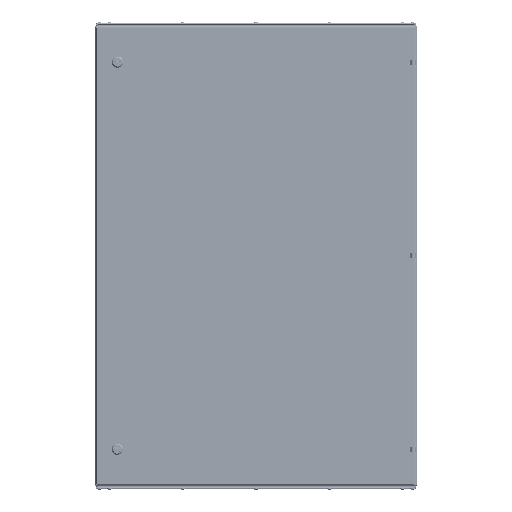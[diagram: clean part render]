
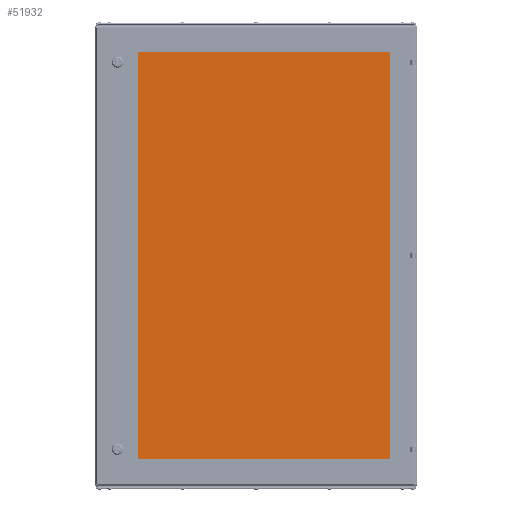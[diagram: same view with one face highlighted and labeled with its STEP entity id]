
A CAD part, top view. The second image highlights one B-rep face of the part: STEP entity #51932.
In plain terms, the highlighted planar face has unit normal (0, 0, 1).
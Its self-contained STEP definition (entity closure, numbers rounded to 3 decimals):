
#281 = EDGE_CURVE ( 'NONE', #31602, #76459, #52410, .T. ) ;
#944 = CIRCLE ( 'NONE', #68382, 10. ) ;
#1787 = EDGE_CURVE ( 'NONE', #75970, #31490, #944, .T. ) ;
#4388 = CARTESIAN_POINT ( 'NONE',  ( -317.75, 510.5, 4. ) ) ;
#4927 = CARTESIAN_POINT ( 'NONE',  ( 317.75, 510.5, 4. ) ) ;
#6235 = DIRECTION ( 'NONE',  ( 0., 0., 1. ) ) ;
#6675 = CARTESIAN_POINT ( 'NONE',  ( -317.75, 520.5, 4. ) ) ;
#6714 = CARTESIAN_POINT ( 'NONE',  ( -327.75, 510.5, 4. ) ) ;
#7989 = DIRECTION ( 'NONE',  ( 0., 1., 0. ) ) ;
#11215 = DIRECTION ( 'NONE',  ( -1., 0., 0. ) ) ;
#12406 = ORIENTED_EDGE ( 'NONE', *, *, #1787, .T. ) ;
#13735 = EDGE_LOOP ( 'NONE', ( #63804, #49417, #71239, #21262, #72594, #12406, #51727, #15385 ) ) ;
#13791 = CARTESIAN_POINT ( 'NONE',  ( -317.75, -510.5, 4. ) ) ;
#13863 = CARTESIAN_POINT ( 'NONE',  ( -327.75, -520.5, 4. ) ) ;
#15385 = ORIENTED_EDGE ( 'NONE', *, *, #82694, .T. ) ;
#17730 = LINE ( 'NONE', #45119, #52162 ) ;
#19188 = DIRECTION ( 'NONE',  ( 0., 0., 1. ) ) ;
#19238 = DIRECTION ( 'NONE',  ( 0., 0., 1. ) ) ;
#20011 = CARTESIAN_POINT ( 'NONE',  ( -327.75, -510.5, 4. ) ) ;
#20867 = CIRCLE ( 'NONE', #22276, 10. ) ;
#21262 = ORIENTED_EDGE ( 'NONE', *, *, #281, .T. ) ;
#21986 = VERTEX_POINT ( 'NONE', #57101 ) ;
#22276 = AXIS2_PLACEMENT_3D ( 'NONE', #46189, #19238, #71808 ) ;
#23355 = FACE_OUTER_BOUND ( 'NONE', #13735, .T. ) ;
#23762 = AXIS2_PLACEMENT_3D ( 'NONE', #4927, #6235, #11215 ) ;
#27540 = EDGE_CURVE ( 'NONE', #88677, #35686, #75577, .T. ) ;
#27767 = DIRECTION ( 'NONE',  ( 0., -1., 0. ) ) ;
#28825 = DIRECTION ( 'NONE',  ( 1., 0., 0. ) ) ;
#31490 = VERTEX_POINT ( 'NONE', #6714 ) ;
#31602 = VERTEX_POINT ( 'NONE', #84398 ) ;
#34937 = LINE ( 'NONE', #62318, #53367 ) ;
#35686 = VERTEX_POINT ( 'NONE', #77079 ) ;
#35943 = CARTESIAN_POINT ( 'NONE',  ( 0., 0., 4. ) ) ;
#36002 = CARTESIAN_POINT ( 'NONE',  ( -327.75, -520.5, 4. ) ) ;
#36590 = EDGE_CURVE ( 'NONE', #31490, #72408, #61455, .T. ) ;
#39411 = DIRECTION ( 'NONE',  ( 0., 0., 1. ) ) ;
#40179 = EDGE_CURVE ( 'NONE', #76459, #75970, #17730, .T. ) ;
#41899 = AXIS2_PLACEMENT_3D ( 'NONE', #35943, #64219, #56149 ) ;
#42465 = VECTOR ( 'NONE', #27767, 1000. ) ;
#45119 = CARTESIAN_POINT ( 'NONE',  ( -327.75, 520.5, 4. ) ) ;
#46189 = CARTESIAN_POINT ( 'NONE',  ( 317.75, -510.5, 4. ) ) ;
#46580 = DIRECTION ( 'NONE',  ( -1., 0., 0. ) ) ;
#49222 = CIRCLE ( 'NONE', #60675, 10. ) ;
#49417 = ORIENTED_EDGE ( 'NONE', *, *, #60255, .T. ) ;
#51270 = EDGE_CURVE ( 'NONE', #21986, #31602, #34937, .T. ) ;
#51727 = ORIENTED_EDGE ( 'NONE', *, *, #36590, .T. ) ;
#51932 = ADVANCED_FACE ( 'NONE', ( #23355 ), #62897, .F. ) ;
#52162 = VECTOR ( 'NONE', #87363, 1000. ) ;
#52410 = CIRCLE ( 'NONE', #23762, 10. ) ;
#53367 = VECTOR ( 'NONE', #7989, 1000. ) ;
#56149 = DIRECTION ( 'NONE',  ( -1., 0., 0. ) ) ;
#57101 = CARTESIAN_POINT ( 'NONE',  ( 327.75, -510.5, 4. ) ) ;
#59929 = CARTESIAN_POINT ( 'NONE',  ( 317.75, 520.5, 4. ) ) ;
#60255 = EDGE_CURVE ( 'NONE', #35686, #21986, #20867, .T. ) ;
#60594 = VECTOR ( 'NONE', #28825, 1000. ) ;
#60675 = AXIS2_PLACEMENT_3D ( 'NONE', #13791, #39411, #74452 ) ;
#61455 = LINE ( 'NONE', #13863, #42465 ) ;
#62318 = CARTESIAN_POINT ( 'NONE',  ( 327.75, -520.5, 4. ) ) ;
#62897 = PLANE ( 'NONE',  #41899 ) ;
#63804 = ORIENTED_EDGE ( 'NONE', *, *, #27540, .T. ) ;
#64219 = DIRECTION ( 'NONE',  ( 0., 0., -1. ) ) ;
#68382 = AXIS2_PLACEMENT_3D ( 'NONE', #4388, #19188, #46580 ) ;
#71239 = ORIENTED_EDGE ( 'NONE', *, *, #51270, .T. ) ;
#71808 = DIRECTION ( 'NONE',  ( -1., 0., 0. ) ) ;
#72408 = VERTEX_POINT ( 'NONE', #20011 ) ;
#72594 = ORIENTED_EDGE ( 'NONE', *, *, #40179, .T. ) ;
#74452 = DIRECTION ( 'NONE',  ( -1., 0., 0. ) ) ;
#74809 = CARTESIAN_POINT ( 'NONE',  ( -317.75, -520.5, 4. ) ) ;
#75577 = LINE ( 'NONE', #36002, #60594 ) ;
#75970 = VERTEX_POINT ( 'NONE', #6675 ) ;
#76459 = VERTEX_POINT ( 'NONE', #59929 ) ;
#77079 = CARTESIAN_POINT ( 'NONE',  ( 317.75, -520.5, 4. ) ) ;
#82694 = EDGE_CURVE ( 'NONE', #72408, #88677, #49222, .T. ) ;
#84398 = CARTESIAN_POINT ( 'NONE',  ( 327.75, 510.5, 4. ) ) ;
#87363 = DIRECTION ( 'NONE',  ( -1., 0., 0. ) ) ;
#88677 = VERTEX_POINT ( 'NONE', #74809 ) ;
